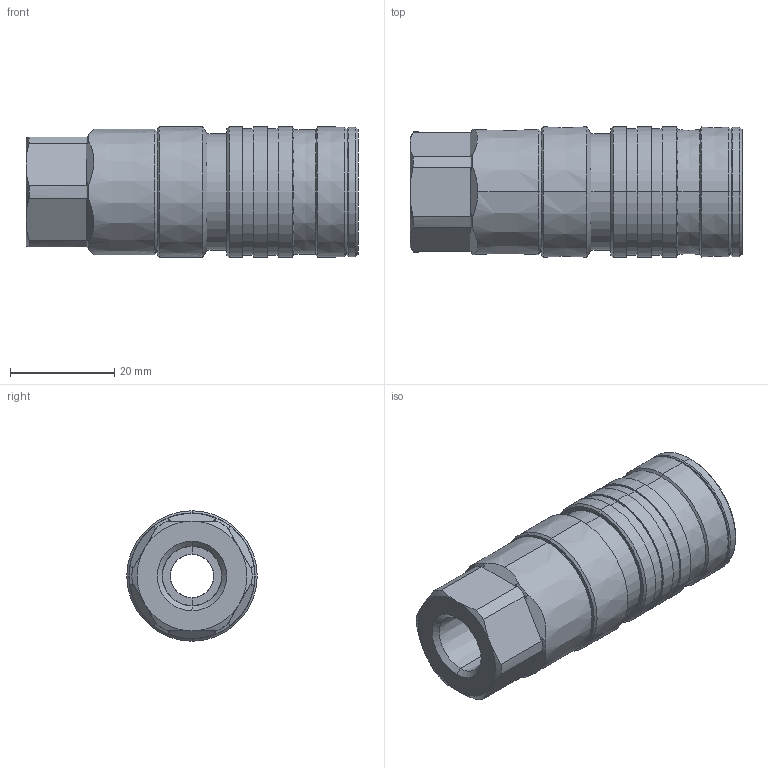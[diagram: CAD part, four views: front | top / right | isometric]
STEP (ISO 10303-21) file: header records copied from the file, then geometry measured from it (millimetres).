
FILE_DESCRIPTION (( 'STEP AP214' ), '1' );
FILE_NAME ('2510 VUV.STEP', '2015-09-03T12:42:29', ( 'admin' ), ( 'Microsoft' ), 'SwSTEP 2.0', 'SolidWorks 2009', '' );
FILE_SCHEMA (( 'AUTOMOTIVE_DESIGN' ));
Length unit declared in the file: millimetre
Products named in the file (1): 2510 VUV
Bounding box: 63.6 x 24.98 x 24.98 mm (x, y, z)
Volume: 21389.4 mm3; surface area: 8491.4 mm2
Topology: 1 solids, 1 shells, 137 faces, 304 edges, 176 vertices
Faces by surface type: cone 96, plane 21, cylinder 12, torus 8
Entity records: 4122 total; most frequent: CARTESIAN_POINT 826, DIRECTION 670, ORIENTED_EDGE 608, EDGE_CURVE 304, AXIS2_PLACEMENT_3D 284, VERTEX_POINT 176, CIRCLE 146, EDGE_LOOP 146
